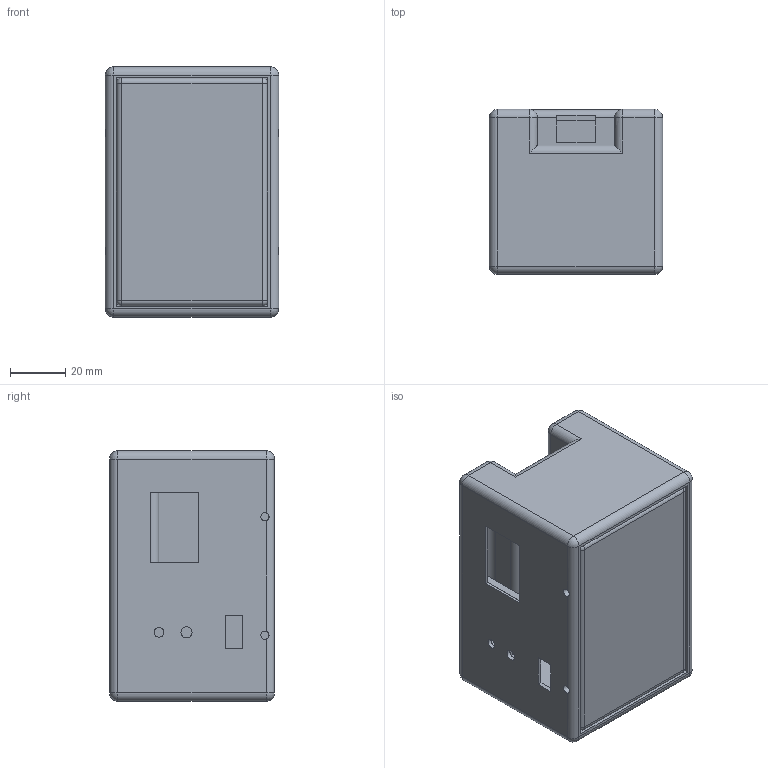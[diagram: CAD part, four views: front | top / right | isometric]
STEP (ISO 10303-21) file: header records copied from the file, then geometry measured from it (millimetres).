
FILE_DESCRIPTION(/* description */ (''),/* implementation_level */ '2;1');
FILE_NAME(/* name */ 'Assembly2.stp',/* time_stamp */ '2022-07-08T15:40:54+07:00',/* author */ ('Nam'),/* organization */ (''),/* preprocessor_version */ 'ST-DEVELOPER v18.1',/* originating_system */ 'Autodesk Inventor 2022',/* authorisation */ '');
FILE_SCHEMA (('AUTOMOTIVE_DESIGN { 1 0 10303 214 3 1 1 }'));
Length unit declared in the file: millimetre
Products named in the file (3): Assembly1; Part11; Part22
Assembly tree (2 placements, depth 2):
  Assembly1
    Part11
    Part22
Bounding box: 63 x 60 x 91 mm (x, y, z)
Volume: 120461.1 mm3; surface area: 57264.4 mm2
Topology: 2 solids, 2 shells, 136 faces, 333 edges, 198 vertices
Faces by surface type: plane 63, cylinder 53, sphere 18, torus 2
Full cylindrical faces by diameter (mm): 3 x7, 3.5 x1, 3.712 x1, 4 x2, 5 x1, 10.5 x1
Entity records: 4207 total; most frequent: CARTESIAN_POINT 816, DIRECTION 717, ORIENTED_EDGE 666, EDGE_CURVE 333, AXIS2_PLACEMENT_3D 254, LINE 209, VECTOR 209, VERTEX_POINT 198
